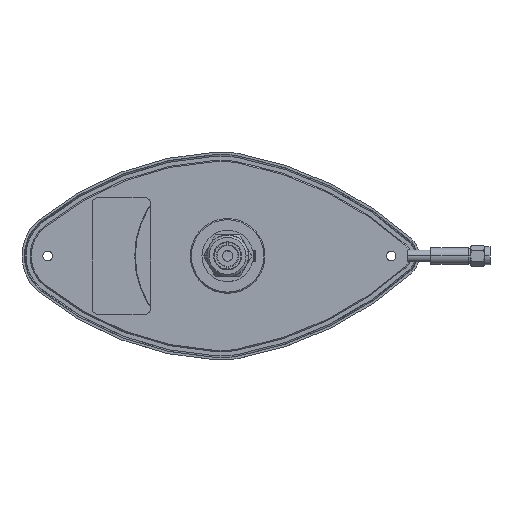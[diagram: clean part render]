
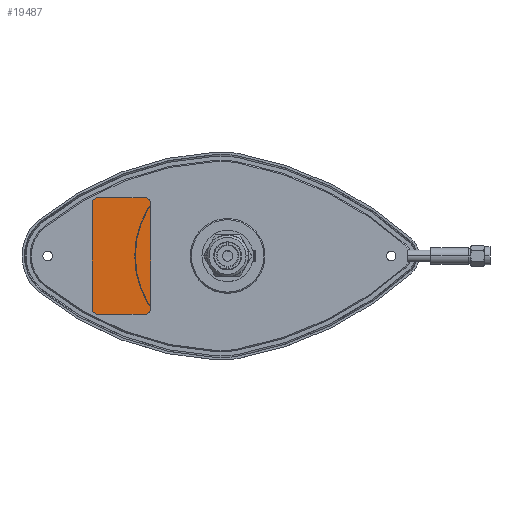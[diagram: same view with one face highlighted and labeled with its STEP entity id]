
A CAD part, top view. The second image highlights one B-rep face of the part: STEP entity #19487.
In plain terms, the highlighted planar face has unit normal (0, 0, 1).
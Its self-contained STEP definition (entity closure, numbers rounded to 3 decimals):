
#105 = ORIENTED_EDGE ( 'NONE', *, *, #7026, .T. ) ;
#810 = DIRECTION ( 'NONE',  ( 0., 0., 1. ) ) ;
#1438 = LINE ( 'NONE', #26735, #22810 ) ;
#1461 = CIRCLE ( 'NONE', #20141, 2.7 ) ;
#1512 = FACE_OUTER_BOUND ( 'NONE', #4173, .T. ) ;
#2780 = LINE ( 'NONE', #13129, #9298 ) ;
#3339 = CARTESIAN_POINT ( 'NONE',  ( -30., 22.3, 4.8 ) ) ;
#3681 = LINE ( 'NONE', #5278, #25061 ) ;
#3993 = AXIS2_PLACEMENT_3D ( 'NONE', #32605, #15878, #35376 ) ;
#4173 = EDGE_LOOP ( 'NONE', ( #28234, #21209, #30908, #34388, #35736, #105, #5254, #12363 ) ) ;
#4404 = VERTEX_POINT ( 'NONE', #3339 ) ;
#5254 = ORIENTED_EDGE ( 'NONE', *, *, #8037, .T. ) ;
#5278 = CARTESIAN_POINT ( 'NONE',  ( -55., -22.3, 4.8 ) ) ;
#5930 = CARTESIAN_POINT ( 'NONE',  ( -32.7, 25., 4.8 ) ) ;
#6105 = CARTESIAN_POINT ( 'NONE',  ( -52.3, -22.3, 4.8 ) ) ;
#7026 = EDGE_CURVE ( 'NONE', #19979, #33943, #3681, .T. ) ;
#7241 = VERTEX_POINT ( 'NONE', #19433 ) ;
#7461 = CIRCLE ( 'NONE', #20903, 2.7 ) ;
#8037 = EDGE_CURVE ( 'NONE', #33943, #13912, #1461, .T. ) ;
#8485 = EDGE_CURVE ( 'NONE', #7241, #4404, #2780, .T. ) ;
#8884 = DIRECTION ( 'NONE',  ( -1., 0., 0. ) ) ;
#9145 = VERTEX_POINT ( 'NONE', #9795 ) ;
#9241 = CARTESIAN_POINT ( 'NONE',  ( -32.7, 22.3, 4.8 ) ) ;
#9298 = VECTOR ( 'NONE', #10322, 1000. ) ;
#9795 = CARTESIAN_POINT ( 'NONE',  ( -32.7, -25., 4.8 ) ) ;
#10322 = DIRECTION ( 'NONE',  ( 0., 1., 0. ) ) ;
#12053 = DIRECTION ( 'NONE',  ( 1., 0., 0. ) ) ;
#12363 = ORIENTED_EDGE ( 'NONE', *, *, #12398, .T. ) ;
#12398 = EDGE_CURVE ( 'NONE', #13912, #9145, #16634, .T. ) ;
#13129 = CARTESIAN_POINT ( 'NONE',  ( -30., -22.3, 4.8 ) ) ;
#13146 = DIRECTION ( 'NONE',  ( 1., 0., 0. ) ) ;
#13912 = VERTEX_POINT ( 'NONE', #20330 ) ;
#15388 = CIRCLE ( 'NONE', #24100, 2.7 ) ;
#15394 = AXIS2_PLACEMENT_3D ( 'NONE', #17483, #810, #20288 ) ;
#15463 = DIRECTION ( 'NONE',  ( 0., 0., 1. ) ) ;
#15754 = VECTOR ( 'NONE', #13146, 1000. ) ;
#15878 = DIRECTION ( 'NONE',  ( 0., 0., 1. ) ) ;
#16634 = LINE ( 'NONE', #29984, #15754 ) ;
#17483 = CARTESIAN_POINT ( 'NONE',  ( -32.7, -22.3, 4.8 ) ) ;
#19179 = CARTESIAN_POINT ( 'NONE',  ( -52.3, 25., 4.8 ) ) ;
#19433 = CARTESIAN_POINT ( 'NONE',  ( -30., -22.3, 4.8 ) ) ;
#19487 = ADVANCED_FACE ( 'NONE', ( #1512 ), #34185, .T. ) ;
#19979 = VERTEX_POINT ( 'NONE', #24535 ) ;
#20141 = AXIS2_PLACEMENT_3D ( 'NONE', #6105, #25616, #8884 ) ;
#20288 = DIRECTION ( 'NONE',  ( 1., 0., 0. ) ) ;
#20330 = CARTESIAN_POINT ( 'NONE',  ( -52.3, -25., 4.8 ) ) ;
#20903 = AXIS2_PLACEMENT_3D ( 'NONE', #32197, #15463, #34964 ) ;
#20990 = EDGE_CURVE ( 'NONE', #9145, #7241, #21974, .T. ) ;
#21209 = ORIENTED_EDGE ( 'NONE', *, *, #8485, .T. ) ;
#21286 = VERTEX_POINT ( 'NONE', #19179 ) ;
#21974 = CIRCLE ( 'NONE', #3993, 2.7 ) ;
#22307 = EDGE_CURVE ( 'NONE', #31935, #21286, #1438, .T. ) ;
#22810 = VECTOR ( 'NONE', #35003, 1000. ) ;
#24100 = AXIS2_PLACEMENT_3D ( 'NONE', #9241, #28759, #12053 ) ;
#24535 = CARTESIAN_POINT ( 'NONE',  ( -55., 22.3, 4.8 ) ) ;
#24562 = EDGE_CURVE ( 'NONE', #4404, #31935, #15388, .T. ) ;
#24774 = DIRECTION ( 'NONE',  ( 0., -1., 0. ) ) ;
#25061 = VECTOR ( 'NONE', #24774, 1000. ) ;
#25616 = DIRECTION ( 'NONE',  ( 0., 0., 1. ) ) ;
#26735 = CARTESIAN_POINT ( 'NONE',  ( -32.7, 25., 4.8 ) ) ;
#28234 = ORIENTED_EDGE ( 'NONE', *, *, #20990, .T. ) ;
#28759 = DIRECTION ( 'NONE',  ( 0., 0., 1. ) ) ;
#29806 = CARTESIAN_POINT ( 'NONE',  ( -55., -22.3, 4.8 ) ) ;
#29984 = CARTESIAN_POINT ( 'NONE',  ( -32.7, -25., 4.8 ) ) ;
#30908 = ORIENTED_EDGE ( 'NONE', *, *, #24562, .T. ) ;
#31935 = VERTEX_POINT ( 'NONE', #5930 ) ;
#32197 = CARTESIAN_POINT ( 'NONE',  ( -52.3, 22.3, 4.8 ) ) ;
#32605 = CARTESIAN_POINT ( 'NONE',  ( -32.7, -22.3, 4.8 ) ) ;
#32772 = EDGE_CURVE ( 'NONE', #21286, #19979, #7461, .T. ) ;
#33943 = VERTEX_POINT ( 'NONE', #29806 ) ;
#34185 = PLANE ( 'NONE',  #15394 ) ;
#34388 = ORIENTED_EDGE ( 'NONE', *, *, #22307, .T. ) ;
#34964 = DIRECTION ( 'NONE',  ( 1., 0., 0. ) ) ;
#35003 = DIRECTION ( 'NONE',  ( -1., 0., 0. ) ) ;
#35376 = DIRECTION ( 'NONE',  ( 1., 0., 0. ) ) ;
#35736 = ORIENTED_EDGE ( 'NONE', *, *, #32772, .T. ) ;
